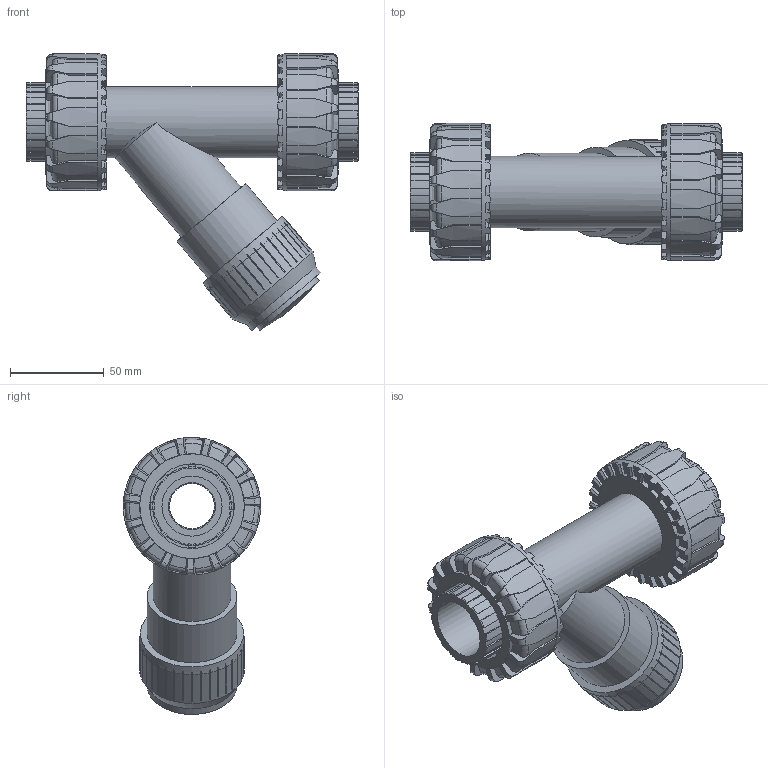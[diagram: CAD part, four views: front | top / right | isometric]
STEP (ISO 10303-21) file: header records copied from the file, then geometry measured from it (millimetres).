
FILE_DESCRIPTION(/* description */ (''),/* implementation_level */ '2;1');
FILE_NAME(/* name */ 'RVUIV032E.iam.stp',/* time_stamp */ '2013-10-01T10:23:29+02:00',/* author */ ('bfaro'),/* organization */ (''),/* preprocessor_version */ 'ST-DEVELOPER v15.2',/* originating_system */ 'Autodesk Inventor 2014',/* authorisation */ '');
FILE_SCHEMA (('AUTOMOTIVE_DESIGN { 1 0 10303 214 3 1 1 }'));
Length unit declared in the file: millimetre
Products named in the file (5): cassa RVU-V 32; Coperchio RV 32; ENDIV032; NTVKD032V; RVUIV032E
Bounding box: 177 x 73.2 x 147.68 mm (x, y, z)
Volume: 430277.9 mm3; surface area: 117820.1 mm2
Topology: 6 solids, 6 shells, 1026 faces, 2949 edges, 1944 vertices
Faces by surface type: plane 676, cylinder 219, torus 92, cone 34, bspline 4, sphere 1
Full cylindrical faces by diameter (mm): 24 x1, 25 x2, 32 x2, 32.5 x1, 35 x1, 38 x1, 41.4 x1, 41.476 x1, 42 x2, 45.1 x2, 47.803 x1, 50.7 x2, 51.3 x2, 55.8 x2, 56 x1, 59 x2
Entity records: 20383 total; most frequent: CARTESIAN_POINT 4209, DIRECTION 3543, ORIENTED_EDGE 3386, EDGE_CURVE 1693, AXIS2_PLACEMENT_3D 1352, VERTEX_POINT 1128, LINE 839, VECTOR 839
